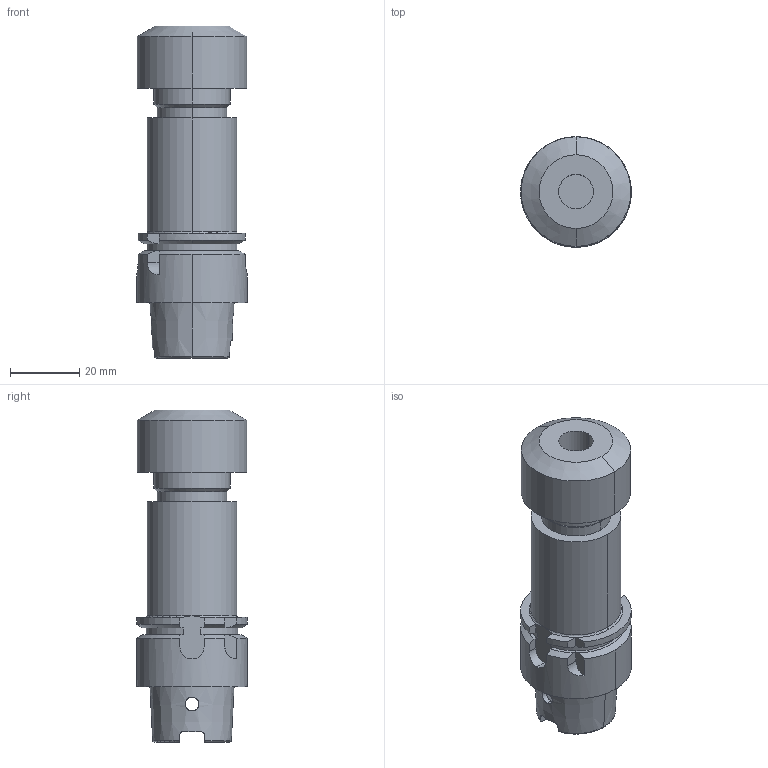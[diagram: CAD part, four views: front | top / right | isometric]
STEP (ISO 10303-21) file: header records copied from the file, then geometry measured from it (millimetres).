
FILE_DESCRIPTION (( 'STEP AP203' ), '1' );
FILE_NAME ('STP-SAKEM-70.122.16.080+04506P.STEP', '2021-03-23T03:39:07', ( '' ), ( '' ), 'SwSTEP 2.0', 'SolidWorks 2017', '' );
FILE_SCHEMA (( 'CONFIG_CONTROL_DESIGN' ));
Length unit declared in the file: millimetre
Products named in the file (1): STP-SAKEM-70.122.16.080+04506P
Bounding box: 32 x 32 x 96 mm (x, y, z)
Volume: 47094.3 mm3; surface area: 13258.6 mm2
Topology: 1 solids, 1 shells, 106 faces, 279 edges, 178 vertices
Faces by surface type: cylinder 39, plane 36, cone 21, torus 10
Entity records: 3756 total; most frequent: CARTESIAN_POINT 1068, ORIENTED_EDGE 558, DIRECTION 545, EDGE_CURVE 279, AXIS2_PLACEMENT_3D 215, VERTEX_POINT 178, LINE 115, VECTOR 115
